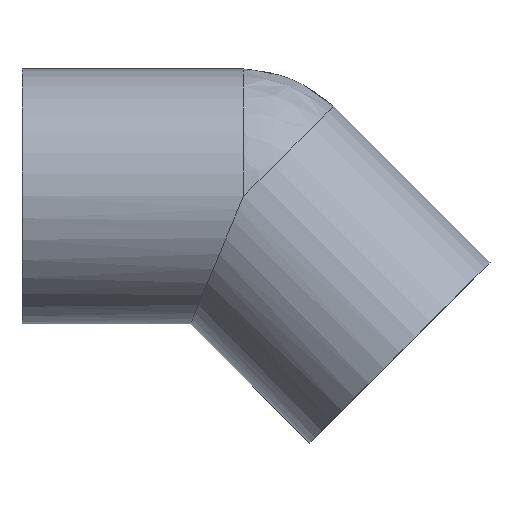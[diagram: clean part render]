
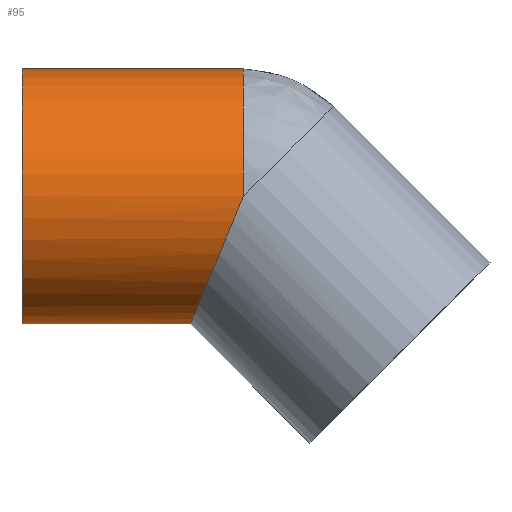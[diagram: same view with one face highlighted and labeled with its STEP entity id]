
A CAD part, top view. The second image highlights one B-rep face of the part: STEP entity #95.
In plain terms, the highlighted cylindrical face has radius 125 mm (diameter 250 mm), a partial arc.
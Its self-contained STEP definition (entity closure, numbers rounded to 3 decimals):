
#83 = EDGE_CURVE( '', #135, #125, #217, .T. );
#95 = ADVANCED_FACE( '', ( #231 ), #232, .T. );
#109 = VERTEX_POINT( '', #248 );
#125 = VERTEX_POINT( '', #266 );
#135 = VERTEX_POINT( '', #277 );
#145 = VERTEX_POINT( '', #289 );
#167 = VERTEX_POINT( '', #314 );
#171 = EDGE_CURVE( '', #145, #135, #318, .T. );
#173 = EDGE_CURVE( '', #125, #167, #320, .T. );
#189 = EDGE_CURVE( '', #167, #109, #337, .T. );
#191 = EDGE_CURVE( '', #145, #109, #339, .T. );
#217 = ELLIPSE( '', #356, 135.299, 125. );
#231 = FACE_OUTER_BOUND( '', #373, .T. );
#232 = CYLINDRICAL_SURFACE( '', #374, 125. );
#248 = CARTESIAN_POINT( '', ( 0., 125., 0. ) );
#266 = CARTESIAN_POINT( '', ( 217., 0., 125. ) );
#277 = CARTESIAN_POINT( '', ( 165.223, -125., 0. ) );
#289 = CARTESIAN_POINT( '', ( 0., -125., 0. ) );
#314 = CARTESIAN_POINT( '', ( 217., 125., 0. ) );
#318 = LINE( '', #482, #483 );
#320 = CIRCLE( '', #486, 125. );
#337 = LINE( '', #505, #506 );
#339 = CIRCLE( '', #509, 125. );
#356 = AXIS2_PLACEMENT_3D( '', #522, #523, #524 );
#373 = EDGE_LOOP( '', ( #547, #548, #549, #550, #551 ) );
#374 = AXIS2_PLACEMENT_3D( '', #552, #553, #554 );
#482 = CARTESIAN_POINT( '', ( 108.5, -125., 0. ) );
#483 = VECTOR( '', #668, 1. );
#486 = AXIS2_PLACEMENT_3D( '', #669, #670, #671 );
#505 = CARTESIAN_POINT( '', ( 108.5, 125., 0. ) );
#506 = VECTOR( '', #687, 1. );
#509 = AXIS2_PLACEMENT_3D( '', #688, #689, #690 );
#522 = CARTESIAN_POINT( '', ( 217., 0., 0. ) );
#523 = DIRECTION( '', ( -0.924, 0.383, 0. ) );
#524 = DIRECTION( '', ( 0.383, 0.924, 0. ) );
#547 = ORIENTED_EDGE( '', *, *, #189, .T. );
#548 = ORIENTED_EDGE( '', *, *, #191, .F. );
#549 = ORIENTED_EDGE( '', *, *, #171, .T. );
#550 = ORIENTED_EDGE( '', *, *, #83, .T. );
#551 = ORIENTED_EDGE( '', *, *, #173, .T. );
#552 = CARTESIAN_POINT( '', ( 108.5, 0., 0. ) );
#553 = DIRECTION( '', ( 1., 0., 0. ) );
#554 = DIRECTION( '', ( 0., 1., 0. ) );
#668 = DIRECTION( '', ( 1., 0., 0. ) );
#669 = CARTESIAN_POINT( '', ( 217., 0., 0. ) );
#670 = DIRECTION( '', ( -1., 0., 0. ) );
#671 = DIRECTION( '', ( 0., 1., 0. ) );
#687 = DIRECTION( '', ( -1., 0., 0. ) );
#688 = CARTESIAN_POINT( '', ( 0., 0., 0. ) );
#689 = DIRECTION( '', ( -1., 0., 0. ) );
#690 = DIRECTION( '', ( 0., 1., 0. ) );
